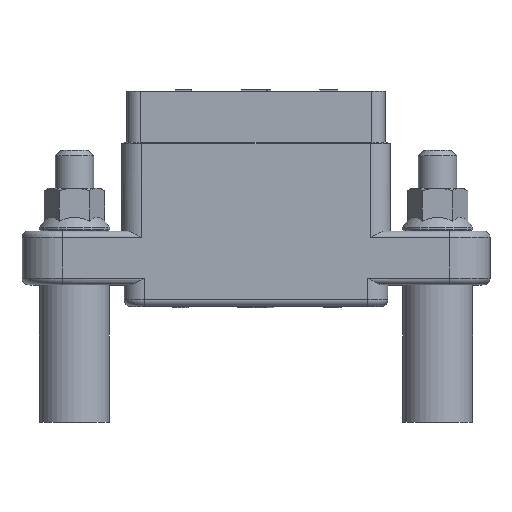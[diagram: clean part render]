
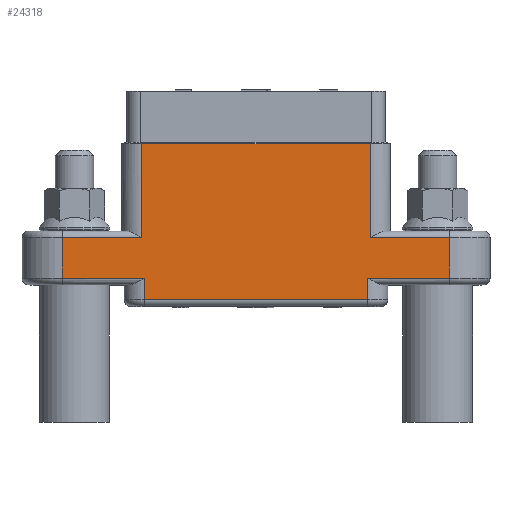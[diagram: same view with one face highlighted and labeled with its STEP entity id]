
A CAD part, top view. The second image highlights one B-rep face of the part: STEP entity #24318.
In plain terms, the highlighted planar face has unit normal (0, 0, 1).
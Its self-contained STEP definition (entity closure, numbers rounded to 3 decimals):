
#200=DIRECTION('',(-1.,0.,0.));
#201=VECTOR('',#200,6.1);
#202=CARTESIAN_POINT('',(-8.3,0.5,5.15));
#203=LINE('',#202,#201);
#321=DIRECTION('',(1.,0.,0.));
#322=VECTOR('',#321,5.9);
#323=CARTESIAN_POINT('',(-14.4,3.5,5.15));
#324=LINE('',#323,#322);
#347=DIRECTION('',(0.,-1.,0.));
#348=VECTOR('',#347,7.);
#349=CARTESIAN_POINT('',(-8.5,10.5,5.15));
#350=LINE('',#349,#348);
#383=DIRECTION('',(1.,0.,0.));
#384=VECTOR('',#383,17.);
#385=CARTESIAN_POINT('',(-8.5,10.5,5.15));
#386=LINE('',#385,#384);
#440=DIRECTION('',(0.,1.,0.));
#441=VECTOR('',#440,7.);
#442=CARTESIAN_POINT('',(8.5,3.5,5.15));
#443=LINE('',#442,#441);
#545=DIRECTION('',(-1.,0.,0.));
#546=VECTOR('',#545,6.1);
#547=CARTESIAN_POINT('',(14.4,0.5,5.15));
#548=LINE('',#547,#546);
#590=DIRECTION('',(0.,-1.,0.));
#591=VECTOR('',#590,3.);
#592=CARTESIAN_POINT('',(14.4,3.5,5.15));
#593=LINE('',#592,#591);
#639=DIRECTION('',(1.,0.,0.));
#640=VECTOR('',#639,5.9);
#641=CARTESIAN_POINT('',(8.5,3.5,5.15));
#642=LINE('',#641,#640);
#656=DIRECTION('',(0.,1.,0.));
#657=VECTOR('',#656,1.6);
#658=CARTESIAN_POINT('',(8.3,-1.1,5.15));
#659=LINE('',#658,#657);
#1503=DIRECTION('',(0.,-1.,0.));
#1504=VECTOR('',#1503,1.6);
#1505=CARTESIAN_POINT('',(-8.3,0.5,5.15));
#1506=LINE('',#1505,#1504);
#1515=DIRECTION('',(-1.,0.,0.));
#1516=VECTOR('',#1515,16.6);
#1517=CARTESIAN_POINT('',(8.3,-1.1,5.15));
#1518=LINE('',#1517,#1516);
#18981=DIRECTION('',(0.,-1.,0.));
#18982=VECTOR('',#18981,3.);
#18983=CARTESIAN_POINT('',(-14.4,3.5,5.15));
#18984=LINE('',#18983,#18982);
#19550=CARTESIAN_POINT('',(8.5,10.5,5.15));
#19552=VERTEX_POINT('',#19550);
#19566=CARTESIAN_POINT('',(-8.5,10.5,5.15));
#19567=VERTEX_POINT('',#19566);
#19870=CARTESIAN_POINT('',(-14.4,3.5,5.15));
#19871=CARTESIAN_POINT('',(-8.5,3.5,5.15));
#19872=VERTEX_POINT('',#19870);
#19873=VERTEX_POINT('',#19871);
#19912=CARTESIAN_POINT('',(14.4,3.5,5.15));
#19913=VERTEX_POINT('',#19912);
#19916=CARTESIAN_POINT('',(8.5,3.5,5.15));
#19917=VERTEX_POINT('',#19916);
#19918=CARTESIAN_POINT('',(14.4,0.5,5.15));
#19919=CARTESIAN_POINT('',(8.3,0.5,5.15));
#19920=VERTEX_POINT('',#19918);
#19921=VERTEX_POINT('',#19919);
#19960=CARTESIAN_POINT('',(-14.4,0.5,5.15));
#19961=VERTEX_POINT('',#19960);
#19962=CARTESIAN_POINT('',(-8.3,0.5,5.15));
#19963=VERTEX_POINT('',#19962);
#19978=CARTESIAN_POINT('',(8.3,-1.1,5.15));
#19979=VERTEX_POINT('',#19978);
#19982=CARTESIAN_POINT('',(-8.3,-1.1,5.15));
#19983=VERTEX_POINT('',#19982);
#24289=CARTESIAN_POINT('',(-17.4,0.,5.15));
#24290=DIRECTION('',(0.,0.,1.));
#24291=DIRECTION('',(1.,0.,0.));
#24292=AXIS2_PLACEMENT_3D('',#24289,#24290,#24291);
#24293=PLANE('',#24292);
#24294=ORIENTED_EDGE('',*,*,#24279,.T.);
#24296=ORIENTED_EDGE('',*,*,#24295,.F.);
#24298=ORIENTED_EDGE('',*,*,#24297,.T.);
#24300=ORIENTED_EDGE('',*,*,#24299,.F.);
#24302=ORIENTED_EDGE('',*,*,#24301,.T.);
#24304=ORIENTED_EDGE('',*,*,#24303,.T.);
#24306=ORIENTED_EDGE('',*,*,#24305,.T.);
#24308=ORIENTED_EDGE('',*,*,#24307,.F.);
#24310=ORIENTED_EDGE('',*,*,#24309,.T.);
#24312=ORIENTED_EDGE('',*,*,#24311,.F.);
#24313=ORIENTED_EDGE('',*,*,#24136,.T.);
#24315=ORIENTED_EDGE('',*,*,#24314,.F.);
#24316=EDGE_LOOP('',(#24294,#24296,#24298,#24300,#24302,#24304,#24306,#24308,
#24310,#24312,#24313,#24315));
#24317=FACE_OUTER_BOUND('',#24316,.F.);
#24318=ADVANCED_FACE('',(#24317),#24293,.T.);
#24136=EDGE_CURVE('',#19963,#19961,#203,.T.);
#24279=EDGE_CURVE('',#19872,#19873,#324,.T.);
#24295=EDGE_CURVE('',#19567,#19873,#350,.T.);
#24297=EDGE_CURVE('',#19567,#19552,#386,.T.);
#24299=EDGE_CURVE('',#19917,#19552,#443,.T.);
#24301=EDGE_CURVE('',#19917,#19913,#642,.T.);
#24303=EDGE_CURVE('',#19913,#19920,#593,.T.);
#24305=EDGE_CURVE('',#19920,#19921,#548,.T.);
#24307=EDGE_CURVE('',#19979,#19921,#659,.T.);
#24309=EDGE_CURVE('',#19979,#19983,#1518,.T.);
#24311=EDGE_CURVE('',#19963,#19983,#1506,.T.);
#24314=EDGE_CURVE('',#19872,#19961,#18984,.T.);
